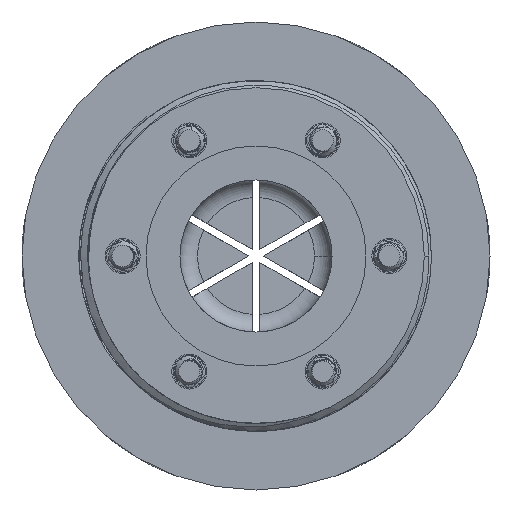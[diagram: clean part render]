
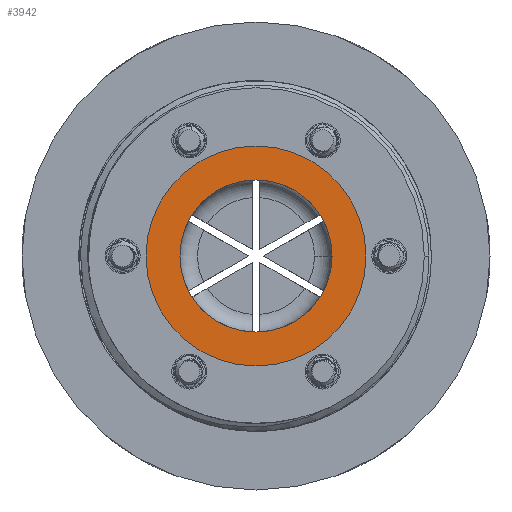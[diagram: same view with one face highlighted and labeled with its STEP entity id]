
A CAD part, front view. The second image highlights one B-rep face of the part: STEP entity #3942.
In plain terms, the highlighted planar face has unit normal (0, -1, 0).
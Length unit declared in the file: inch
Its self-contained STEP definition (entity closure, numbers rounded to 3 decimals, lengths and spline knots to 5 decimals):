
#25 = VERTEX_POINT ( 'NONE', #2835 ) ;
#203 = DIRECTION ( 'NONE',  ( 0., 1., 0. ) ) ;
#1297 = ORIENTED_EDGE ( 'NONE', *, *, #14930, .F. ) ;
#1306 = DIRECTION ( 'NONE',  ( 0., -1., 0. ) ) ;
#1375 = VERTEX_POINT ( 'NONE', #16445 ) ;
#2723 = CIRCLE ( 'NONE', #4724, 0.47 ) ;
#2835 = CARTESIAN_POINT ( 'NONE',  ( -0.47, 0., 0. ) ) ;
#3942 = ADVANCED_FACE ( 'NONE', ( #17049, #5159 ), #14173, .F. ) ;
#4623 = ORIENTED_EDGE ( 'NONE', *, *, #12068, .F. ) ;
#4686 = ORIENTED_EDGE ( 'NONE', *, *, #5423, .F. ) ;
#4724 = AXIS2_PLACEMENT_3D ( 'NONE', #8802, #203, #10261 ) ;
#5159 = FACE_OUTER_BOUND ( 'NONE', #9372, .T. ) ;
#5362 = CIRCLE ( 'NONE', #16159, 0.325 ) ;
#5423 = EDGE_CURVE ( 'NONE', #1375, #6845, #5362, .T. ) ;
#5955 = AXIS2_PLACEMENT_3D ( 'NONE', #7855, #17921, #9310 ) ;
#6061 = ORIENTED_EDGE ( 'NONE', *, *, #6787, .F. ) ;
#6568 = DIRECTION ( 'NONE',  ( 0., -1., 0. ) ) ;
#6787 = EDGE_CURVE ( 'NONE', #6845, #1375, #17453, .T. ) ;
#6845 = VERTEX_POINT ( 'NONE', #14817 ) ;
#7855 = CARTESIAN_POINT ( 'NONE',  ( 0., 0., 0. ) ) ;
#8802 = CARTESIAN_POINT ( 'NONE',  ( 0., 0., 0. ) ) ;
#9256 = DIRECTION ( 'NONE',  ( -1., 0., 0. ) ) ;
#9310 = DIRECTION ( 'NONE',  ( -1., 0., 0. ) ) ;
#9372 = EDGE_LOOP ( 'NONE', ( #4623, #1297 ) ) ;
#9474 = EDGE_LOOP ( 'NONE', ( #4686, #6061 ) ) ;
#9883 = CARTESIAN_POINT ( 'NONE',  ( 0., 0., 0. ) ) ;
#10063 = VERTEX_POINT ( 'NONE', #15857 ) ;
#10261 = DIRECTION ( 'NONE',  ( -1., 0., 0. ) ) ;
#11320 = DIRECTION ( 'NONE',  ( 1., 0., 0. ) ) ;
#11634 = CIRCLE ( 'NONE', #5955, 0.47 ) ;
#12068 = EDGE_CURVE ( 'NONE', #25, #10063, #2723, .T. ) ;
#14173 = PLANE ( 'NONE',  #16626 ) ;
#14817 = CARTESIAN_POINT ( 'NONE',  ( -0.325, 0., 0. ) ) ;
#14930 = EDGE_CURVE ( 'NONE', #10063, #25, #11634, .T. ) ;
#14975 = CARTESIAN_POINT ( 'NONE',  ( 0., 0., 0. ) ) ;
#15154 = CARTESIAN_POINT ( 'NONE',  ( 0., 0., 0. ) ) ;
#15857 = CARTESIAN_POINT ( 'NONE',  ( 0.47, 0., 0. ) ) ;
#16159 = AXIS2_PLACEMENT_3D ( 'NONE', #9883, #1306, #11320 ) ;
#16445 = CARTESIAN_POINT ( 'NONE',  ( 0.325, 0., 0. ) ) ;
#16600 = DIRECTION ( 'NONE',  ( 1., 0., 0. ) ) ;
#16626 = AXIS2_PLACEMENT_3D ( 'NONE', #14975, #17854, #9256 ) ;
#16654 = AXIS2_PLACEMENT_3D ( 'NONE', #15154, #6568, #16600 ) ;
#17049 = FACE_BOUND ( 'NONE', #9474, .T. ) ;
#17453 = CIRCLE ( 'NONE', #16654, 0.325 ) ;
#17854 = DIRECTION ( 'NONE',  ( 0., 1., 0. ) ) ;
#17921 = DIRECTION ( 'NONE',  ( 0., 1., 0. ) ) ;
